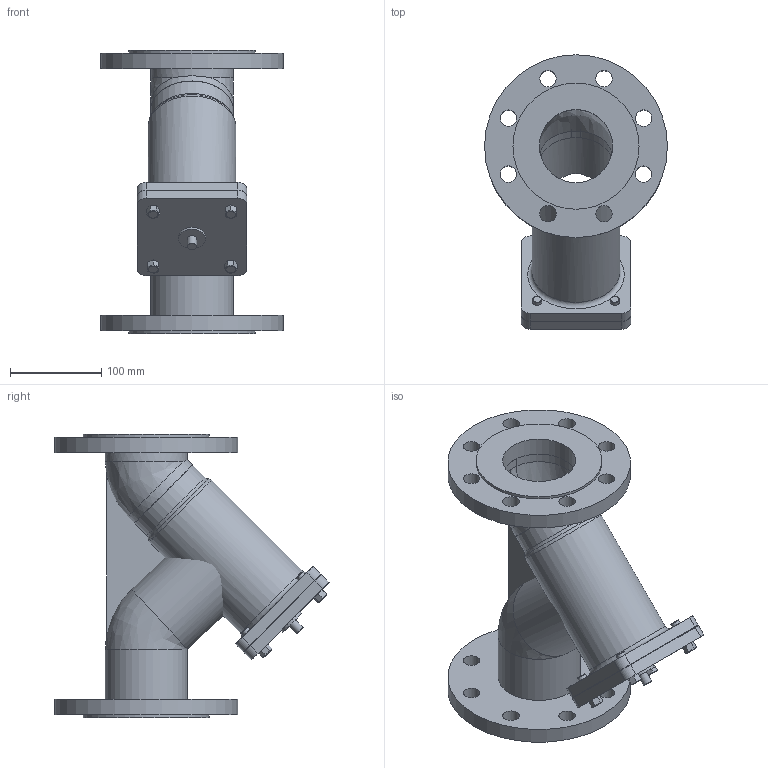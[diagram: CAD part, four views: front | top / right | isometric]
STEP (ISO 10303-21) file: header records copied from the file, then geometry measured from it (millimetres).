
FILE_DESCRIPTION(/* description */ ('STRAINER VM 6325 DN80'),/* implementation_level */ '2;1');
FILE_NAME(/* name */ 'STRAINER VM 6325 DN80.stp',/* time_stamp */ '2020-04-07T16:12:18+06:00',/* author */ ('rahul_marsute'),/* organization */ (''),/* preprocessor_version */ 'ST-DEVELOPER v18',/* originating_system */ 'Autodesk Inventor 2020',/* authorisation */ '');
FILE_SCHEMA (('AUTOMOTIVE_DESIGN { 1 0 10303 214 3 1 1 }'));
Length unit declared in the file: millimetre
Products named in the file (1): STRAINER VM 6325 DN80
Bounding box: 200 x 300 x 310 mm (x, y, z)
Volume: 1897074.4 mm3; surface area: 427671.4 mm2
Topology: 3 solids, 3 shells, 138 faces, 386 edges, 261 vertices
Faces by surface type: plane 70, cylinder 53, cone 8, torus 4, bspline 3
Full cylindrical faces by diameter (mm): 10 x5, 18 x16, 30 x1, 80 x8, 90 x4, 96 x1, 138 x2, 200 x2
Entity records: 4830 total; most frequent: CARTESIAN_POINT 1083, DIRECTION 796, ORIENTED_EDGE 760, EDGE_CURVE 380, AXIS2_PLACEMENT_3D 312, VERTEX_POINT 261, EDGE_LOOP 193, LINE 172
